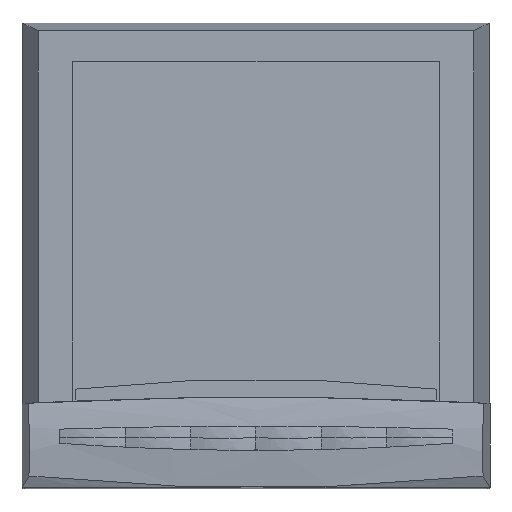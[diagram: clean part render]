
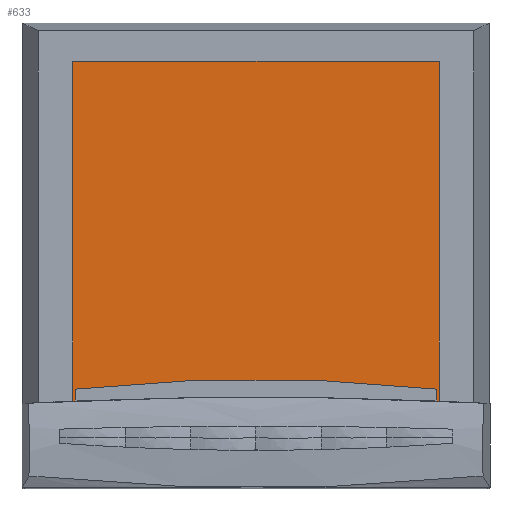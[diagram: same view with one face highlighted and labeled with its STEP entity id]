
A CAD part, front view. The second image highlights one B-rep face of the part: STEP entity #633.
In plain terms, the highlighted planar face has unit normal (0, -1, 0).
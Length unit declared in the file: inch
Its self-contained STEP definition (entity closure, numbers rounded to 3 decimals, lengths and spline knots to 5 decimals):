
#21 = DIRECTION ( 'NONE',  ( 0., 0., 1. ) ) ;
#124 = DIRECTION ( 'NONE',  ( 0., -1., 0. ) ) ;
#135 = ORIENTED_EDGE ( 'NONE', *, *, #8555, .T. ) ;
#257 = CIRCLE ( 'NONE', #7301, 35.39032 ) ;
#513 = VECTOR ( 'NONE', #4539, 39.37008 ) ;
#633 = ADVANCED_FACE ( 'NONE', ( #5066 ), #13778, .T. ) ;
#1341 = VECTOR ( 'NONE', #6921, 39.37008 ) ;
#1825 = CARTESIAN_POINT ( 'NONE',  ( 33.16082, 2.12182, -20.81633 ) ) ;
#2038 = VERTEX_POINT ( 'NONE', #4197 ) ;
#2497 = VERTEX_POINT ( 'NONE', #10494 ) ;
#2503 = DIRECTION ( 'NONE',  ( 0., 0., -1. ) ) ;
#3433 = VECTOR ( 'NONE', #2503, 39.37008 ) ;
#3887 = LINE ( 'NONE', #17795, #3433 ) ;
#4197 = CARTESIAN_POINT ( 'NONE',  ( 31.69064, 2.12182, -7.67176 ) ) ;
#4276 = DIRECTION ( 'NONE',  ( 1., 0., 0. ) ) ;
#4363 = CARTESIAN_POINT ( 'NONE',  ( 33.00589, 2.12182, -4.91216 ) ) ;
#4539 = DIRECTION ( 'NONE',  ( -1., 0., 0. ) ) ;
#4641 = DIRECTION ( 'NONE',  ( 1., 0., 0. ) ) ;
#4763 = CIRCLE ( 'NONE', #7016, 35.39032 ) ;
#5023 = EDGE_CURVE ( 'NONE', #2038, #13725, #15502, .T. ) ;
#5066 = FACE_OUTER_BOUND ( 'NONE', #11709, .T. ) ;
#5612 = VERTEX_POINT ( 'NONE', #14468 ) ;
#5830 = VERTEX_POINT ( 'NONE', #8269 ) ;
#6099 = DIRECTION ( 'NONE',  ( 0., 0., -1. ) ) ;
#6655 = CARTESIAN_POINT ( 'NONE',  ( 34.63114, 2.12182, -7.67176 ) ) ;
#6828 = CARTESIAN_POINT ( 'NONE',  ( 33.16089, 2.12182, -43.03153 ) ) ;
#6921 = DIRECTION ( 'NONE',  ( 0., 0., 1. ) ) ;
#7016 = AXIS2_PLACEMENT_3D ( 'NONE', #13902, #12549, #15470 ) ;
#7301 = AXIS2_PLACEMENT_3D ( 'NONE', #6828, #9684, #12219 ) ;
#7446 = CARTESIAN_POINT ( 'NONE',  ( 34.63114, 2.12182, -6.3779 ) ) ;
#8266 = EDGE_CURVE ( 'NONE', #2497, #13229, #8484, .T. ) ;
#8269 = CARTESIAN_POINT ( 'NONE',  ( 31.6727, 2.12182, -7.67251 ) ) ;
#8288 = EDGE_CURVE ( 'NONE', #2497, #17447, #4763, .T. ) ;
#8484 = LINE ( 'NONE', #16803, #16728 ) ;
#8555 = EDGE_CURVE ( 'NONE', #10698, #5830, #3887, .T. ) ;
#8671 = AXIS2_PLACEMENT_3D ( 'NONE', #9896, #124, #4276 ) ;
#8692 = ORIENTED_EDGE ( 'NONE', *, *, #5023, .T. ) ;
#9684 = DIRECTION ( 'NONE',  ( 0., -1., 0. ) ) ;
#9896 = CARTESIAN_POINT ( 'NONE',  ( 33.00589, 2.12182, -6.3779 ) ) ;
#9929 = CIRCLE ( 'NONE', #15524, 13.32268 ) ;
#10212 = EDGE_CURVE ( 'NONE', #5612, #17447, #17962, .T. ) ;
#10494 = CARTESIAN_POINT ( 'NONE',  ( 34.64908, 2.12182, -7.67251 ) ) ;
#10537 = LINE ( 'NONE', #4363, #513 ) ;
#10698 = VERTEX_POINT ( 'NONE', #16598 ) ;
#11049 = CARTESIAN_POINT ( 'NONE',  ( 31.69064, 2.12182, -6.3779 ) ) ;
#11327 = EDGE_CURVE ( 'NONE', #13725, #5612, #9929, .T. ) ;
#11543 = ORIENTED_EDGE ( 'NONE', *, *, #8288, .F. ) ;
#11567 = DIRECTION ( 'NONE',  ( 0., 1., 0. ) ) ;
#11709 = EDGE_LOOP ( 'NONE', ( #17364, #135, #11816, #8692, #13068, #11997, #11543, #12437 ) ) ;
#11816 = ORIENTED_EDGE ( 'NONE', *, *, #13682, .F. ) ;
#11997 = ORIENTED_EDGE ( 'NONE', *, *, #10212, .T. ) ;
#12219 = DIRECTION ( 'NONE',  ( -1., 0., 0. ) ) ;
#12437 = ORIENTED_EDGE ( 'NONE', *, *, #8266, .T. ) ;
#12448 = EDGE_CURVE ( 'NONE', #13229, #10698, #10537, .T. ) ;
#12549 = DIRECTION ( 'NONE',  ( 0., -1., 0. ) ) ;
#12561 = CARTESIAN_POINT ( 'NONE',  ( 31.69064, 2.12182, -7.57501 ) ) ;
#13068 = ORIENTED_EDGE ( 'NONE', *, *, #11327, .T. ) ;
#13229 = VERTEX_POINT ( 'NONE', #16565 ) ;
#13682 = EDGE_CURVE ( 'NONE', #2038, #5830, #257, .T. ) ;
#13725 = VERTEX_POINT ( 'NONE', #12561 ) ;
#13778 = PLANE ( 'NONE',  #8671 ) ;
#13902 = CARTESIAN_POINT ( 'NONE',  ( 33.16089, 2.12182, -43.03153 ) ) ;
#14468 = CARTESIAN_POINT ( 'NONE',  ( 34.63114, 2.12182, -7.57503 ) ) ;
#15470 = DIRECTION ( 'NONE',  ( -1., 0., 0. ) ) ;
#15502 = LINE ( 'NONE', #11049, #1341 ) ;
#15524 = AXIS2_PLACEMENT_3D ( 'NONE', #1825, #11567, #4641 ) ;
#16565 = CARTESIAN_POINT ( 'NONE',  ( 34.64908, 2.12182, -4.91216 ) ) ;
#16598 = CARTESIAN_POINT ( 'NONE',  ( 31.6727, 2.12182, -4.91216 ) ) ;
#16728 = VECTOR ( 'NONE', #21, 39.37008 ) ;
#16803 = CARTESIAN_POINT ( 'NONE',  ( 34.64908, 2.12182, -6.3779 ) ) ;
#17091 = VECTOR ( 'NONE', #6099, 39.37008 ) ;
#17364 = ORIENTED_EDGE ( 'NONE', *, *, #12448, .T. ) ;
#17447 = VERTEX_POINT ( 'NONE', #6655 ) ;
#17795 = CARTESIAN_POINT ( 'NONE',  ( 31.6727, 2.12182, -6.3779 ) ) ;
#17962 = LINE ( 'NONE', #7446, #17091 ) ;
